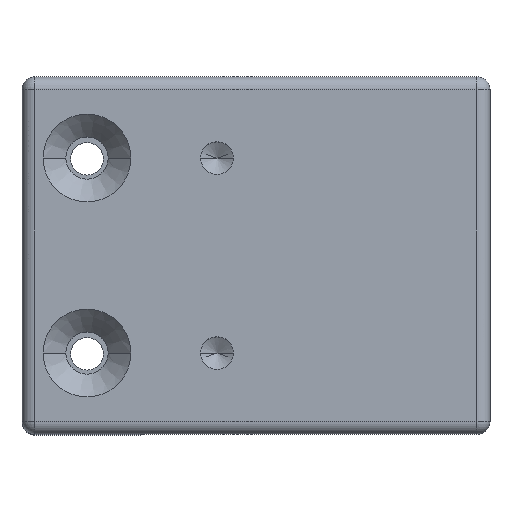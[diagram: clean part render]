
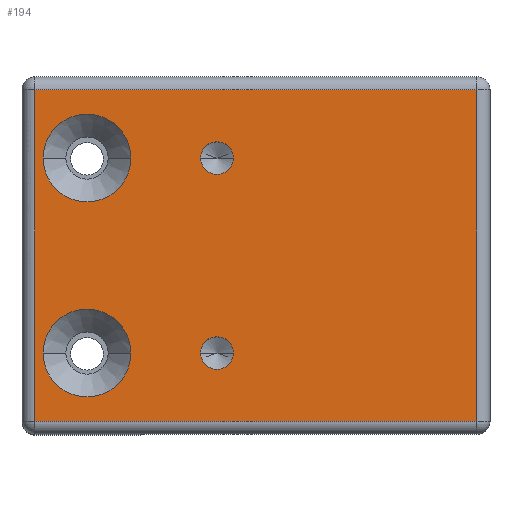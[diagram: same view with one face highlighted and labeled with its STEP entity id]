
A CAD part, top view. The second image highlights one B-rep face of the part: STEP entity #194.
In plain terms, the highlighted planar face has unit normal (0, 0, 1).
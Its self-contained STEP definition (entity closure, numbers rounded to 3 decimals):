
#83=CARTESIAN_POINT('Axis2P3D Location',(0.,0.,0.)) ;
#88=CARTESIAN_POINT('Line Origine',(-34.,0.,0.)) ;
#92=CARTESIAN_POINT('Vertex',(-34.,25.5,0.)) ;
#94=CARTESIAN_POINT('Vertex',(-34.,-25.5,0.)) ;
#97=CARTESIAN_POINT('Line Origine',(0.,-25.5,0.)) ;
#101=CARTESIAN_POINT('Vertex',(34.,-25.5,0.)) ;
#104=CARTESIAN_POINT('Line Origine',(34.,0.,0.)) ;
#108=CARTESIAN_POINT('Vertex',(34.,25.5,0.)) ;
#111=CARTESIAN_POINT('Line Origine',(0.,25.5,0.)) ;
#122=CARTESIAN_POINT('Axis2P3D Location',(-6.,15.,0.)) ;
#126=CARTESIAN_POINT('Vertex',(-8.5,15.,0.)) ;
#128=CARTESIAN_POINT('Vertex',(-3.5,15.,0.)) ;
#131=CARTESIAN_POINT('Axis2P3D Location',(-6.,15.,0.)) ;
#140=CARTESIAN_POINT('Axis2P3D Location',(-6.,-15.,0.)) ;
#144=CARTESIAN_POINT('Vertex',(-8.5,-15.,0.)) ;
#146=CARTESIAN_POINT('Vertex',(-3.5,-15.,0.)) ;
#149=CARTESIAN_POINT('Axis2P3D Location',(-6.,-15.,0.)) ;
#158=CARTESIAN_POINT('Axis2P3D Location',(-26.,-15.,0.)) ;
#162=CARTESIAN_POINT('Vertex',(-32.75,-15.,0.)) ;
#164=CARTESIAN_POINT('Vertex',(-19.25,-15.,0.)) ;
#167=CARTESIAN_POINT('Axis2P3D Location',(-26.,-15.,0.)) ;
#176=CARTESIAN_POINT('Axis2P3D Location',(-26.,15.,0.)) ;
#180=CARTESIAN_POINT('Vertex',(-32.75,15.,0.)) ;
#182=CARTESIAN_POINT('Vertex',(-19.25,15.,0.)) ;
#185=CARTESIAN_POINT('Axis2P3D Location',(-26.,15.,0.)) ;
#84=DIRECTION('Axis2P3D Direction',(0.,0.,1.)) ;
#85=DIRECTION('Axis2P3D XDirection',(1.,0.,0.)) ;
#89=DIRECTION('Vector Direction',(0.,-1.,0.)) ;
#98=DIRECTION('Vector Direction',(-1.,0.,0.)) ;
#105=DIRECTION('Vector Direction',(0.,1.,0.)) ;
#112=DIRECTION('Vector Direction',(1.,0.,0.)) ;
#123=DIRECTION('Axis2P3D Direction',(0.,0.,1.)) ;
#132=DIRECTION('Axis2P3D Direction',(0.,0.,1.)) ;
#141=DIRECTION('Axis2P3D Direction',(0.,0.,1.)) ;
#150=DIRECTION('Axis2P3D Direction',(0.,0.,1.)) ;
#159=DIRECTION('Axis2P3D Direction',(0.,0.,1.)) ;
#168=DIRECTION('Axis2P3D Direction',(0.,0.,1.)) ;
#177=DIRECTION('Axis2P3D Direction',(0.,0.,1.)) ;
#186=DIRECTION('Axis2P3D Direction',(0.,0.,1.)) ;
#86=AXIS2_PLACEMENT_3D('Plane Axis2P3D',#83,#84,#85) ;
#124=AXIS2_PLACEMENT_3D('Circle Axis2P3D',#122,#123,$) ;
#133=AXIS2_PLACEMENT_3D('Circle Axis2P3D',#131,#132,$) ;
#142=AXIS2_PLACEMENT_3D('Circle Axis2P3D',#140,#141,$) ;
#151=AXIS2_PLACEMENT_3D('Circle Axis2P3D',#149,#150,$) ;
#160=AXIS2_PLACEMENT_3D('Circle Axis2P3D',#158,#159,$) ;
#169=AXIS2_PLACEMENT_3D('Circle Axis2P3D',#167,#168,$) ;
#178=AXIS2_PLACEMENT_3D('Circle Axis2P3D',#176,#177,$) ;
#187=AXIS2_PLACEMENT_3D('Circle Axis2P3D',#185,#186,$) ;
#117=ORIENTED_EDGE('',*,*,#96,.T.) ;
#118=ORIENTED_EDGE('',*,*,#103,.T.) ;
#119=ORIENTED_EDGE('',*,*,#110,.T.) ;
#120=ORIENTED_EDGE('',*,*,#115,.T.) ;
#137=ORIENTED_EDGE('',*,*,#130,.F.) ;
#138=ORIENTED_EDGE('',*,*,#135,.F.) ;
#155=ORIENTED_EDGE('',*,*,#148,.F.) ;
#156=ORIENTED_EDGE('',*,*,#153,.F.) ;
#173=ORIENTED_EDGE('',*,*,#166,.F.) ;
#174=ORIENTED_EDGE('',*,*,#171,.F.) ;
#191=ORIENTED_EDGE('',*,*,#184,.F.) ;
#192=ORIENTED_EDGE('',*,*,#189,.F.) ;
#139=FACE_BOUND('',#136,.T.) ;
#157=FACE_BOUND('',#154,.T.) ;
#175=FACE_BOUND('',#172,.T.) ;
#193=FACE_BOUND('',#190,.T.) ;
#90=VECTOR('Line Direction',#89,1.) ;
#99=VECTOR('Line Direction',#98,1.) ;
#106=VECTOR('Line Direction',#105,1.) ;
#113=VECTOR('Line Direction',#112,1.) ;
#194=ADVANCED_FACE('Corps principal',(#121,#139,#157,#175,#193),#87,.T.) ;
#125=CIRCLE('generated circle',#124,2.5) ;
#134=CIRCLE('generated circle',#133,2.5) ;
#143=CIRCLE('generated circle',#142,2.5) ;
#152=CIRCLE('generated circle',#151,2.5) ;
#161=CIRCLE('generated circle',#160,6.75) ;
#170=CIRCLE('generated circle',#169,6.75) ;
#179=CIRCLE('generated circle',#178,6.75) ;
#188=CIRCLE('generated circle',#187,6.75) ;
#96=EDGE_CURVE('',#93,#95,#91,.T.) ;
#103=EDGE_CURVE('',#95,#102,#100,.F.) ;
#110=EDGE_CURVE('',#102,#109,#107,.T.) ;
#115=EDGE_CURVE('',#109,#93,#114,.F.) ;
#130=EDGE_CURVE('',#127,#129,#125,.T.) ;
#135=EDGE_CURVE('',#129,#127,#134,.T.) ;
#148=EDGE_CURVE('',#145,#147,#143,.T.) ;
#153=EDGE_CURVE('',#147,#145,#152,.T.) ;
#166=EDGE_CURVE('',#163,#165,#161,.T.) ;
#171=EDGE_CURVE('',#165,#163,#170,.T.) ;
#184=EDGE_CURVE('',#181,#183,#179,.T.) ;
#189=EDGE_CURVE('',#183,#181,#188,.T.) ;
#116=EDGE_LOOP('',(#117,#118,#119,#120)) ;
#136=EDGE_LOOP('',(#137,#138)) ;
#154=EDGE_LOOP('',(#155,#156)) ;
#172=EDGE_LOOP('',(#173,#174)) ;
#190=EDGE_LOOP('',(#191,#192)) ;
#121=FACE_OUTER_BOUND('',#116,.T.) ;
#91=LINE('Line',#88,#90) ;
#100=LINE('Line',#97,#99) ;
#107=LINE('Line',#104,#106) ;
#114=LINE('Line',#111,#113) ;
#87=PLANE('',#86) ;
#93=VERTEX_POINT('',#92) ;
#95=VERTEX_POINT('',#94) ;
#102=VERTEX_POINT('',#101) ;
#109=VERTEX_POINT('',#108) ;
#127=VERTEX_POINT('',#126) ;
#129=VERTEX_POINT('',#128) ;
#145=VERTEX_POINT('',#144) ;
#147=VERTEX_POINT('',#146) ;
#163=VERTEX_POINT('',#162) ;
#165=VERTEX_POINT('',#164) ;
#181=VERTEX_POINT('',#180) ;
#183=VERTEX_POINT('',#182) ;
